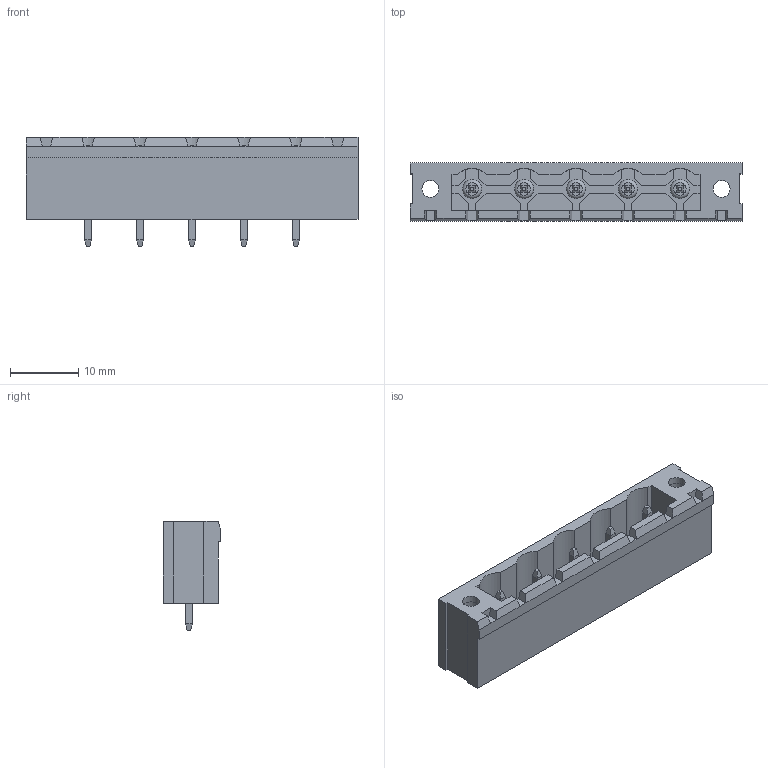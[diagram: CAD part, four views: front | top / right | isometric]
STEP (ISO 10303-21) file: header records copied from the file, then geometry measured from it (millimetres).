
FILE_DESCRIPTION( ( 'Unknown' ), '1' );
FILE_NAME( '691318400005.stp', 'Unknown', ( 'Quentin LAIDEBEUR' ), ( 'WE' ), 'PSStep 15.0.49', 'Sample-box', ' ' );
FILE_SCHEMA( ( 'AUTOMOTIVE_DESIGN { 1 0 10303 214 1 1 1 1 }' ) );
Length unit declared in the file: millimetre
Products named in the file (4): Assem1; 691318400005; 6913184000xx_INSERT; 6913184000xx_PIN
Assembly tree (8 placements, depth 2):
  Assem1
    691318400005
    6913184000xx_INSERT  x2
    6913184000xx_PIN  x5
Bounding box: 48.68 x 8.5 x 16 mm (x, y, z)
Volume: 2266.8 mm3; surface area: 4804.1 mm2
Topology: 8 solids, 8 shells, 336 faces, 885 edges, 571 vertices
Faces by surface type: plane 309, cylinder 18, torus 9
Full cylindrical faces by diameter (mm): 2.5 x4, 2.8 x5
Entity records: 10842 total; most frequent: CARTESIAN_POINT 1742, ORIENTED_EDGE 1454, DIRECTION 1322, EDGE_CURVE 727, LINE 664, VECTOR 664, VERTEX_POINT 485, AXIS2_PLACEMENT_3D 329
